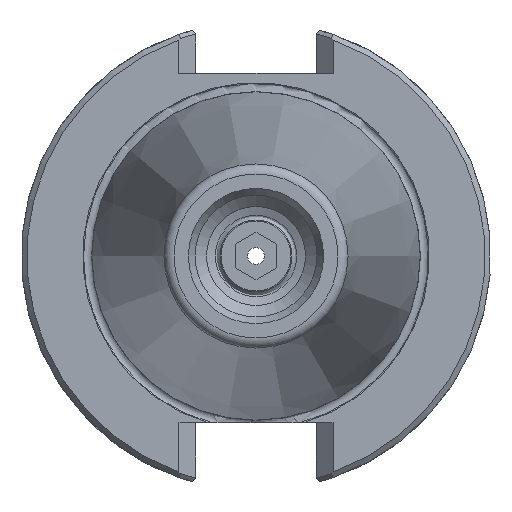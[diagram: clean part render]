
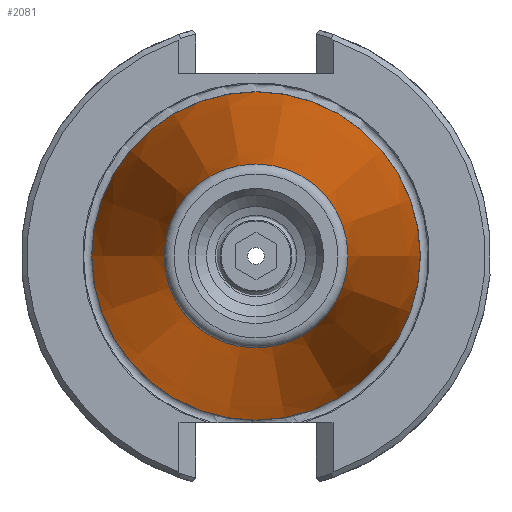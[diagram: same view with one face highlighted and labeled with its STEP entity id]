
A CAD part, left-side view. The second image highlights one B-rep face of the part: STEP entity #2081.
In plain terms, the highlighted conical face has half-angle 8.297 degrees and reference radius 17.248 mm.
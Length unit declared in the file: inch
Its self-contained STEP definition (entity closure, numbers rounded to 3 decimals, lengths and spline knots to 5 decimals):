
#95=CONICAL_SURFACE('',#2256,0.67904,8.297);
#467=FACE_BOUND('',#717,.T.);
#558=FACE_OUTER_BOUND('',#716,.T.);
#716=EDGE_LOOP('',(#1659));
#717=EDGE_LOOP('',(#1660));
#842=CIRCLE('',#2241,0.875);
#849=CIRCLE('',#2254,0.48982);
#1012=VERTEX_POINT('',#4133);
#1019=VERTEX_POINT('',#4153);
#1253=EDGE_CURVE('',#1012,#1012,#842,.T.);
#1260=EDGE_CURVE('',#1019,#1019,#849,.T.);
#1659=ORIENTED_EDGE('',*,*,#1253,.F.);
#1660=ORIENTED_EDGE('',*,*,#1260,.F.);
#2081=ADVANCED_FACE('',(#558,#467),#95,.T.);
#2241=AXIS2_PLACEMENT_3D('',#4134,#2632,#2633);
#2254=AXIS2_PLACEMENT_3D('',#4154,#2658,#2659);
#2256=AXIS2_PLACEMENT_3D('',#4156,#2662,#2663);
#2632=DIRECTION('center_axis',(1.,0.,0.));
#2633=DIRECTION('ref_axis',(0.,1.,0.));
#2658=DIRECTION('center_axis',(-1.,0.,0.));
#2659=DIRECTION('ref_axis',(0.,-1.,0.));
#2662=DIRECTION('center_axis',(1.,0.,0.));
#2663=DIRECTION('ref_axis',(0.,1.,0.));
#4133=CARTESIAN_POINT('',(0.,0.875,0.));
#4134=CARTESIAN_POINT('Origin',(0.,0.,0.));
#4153=CARTESIAN_POINT('',(-2.64129,0.48982,0.));
#4154=CARTESIAN_POINT('Origin',(-2.64129,0.,
0.));
#4156=CARTESIAN_POINT('Origin',(-1.34375,0.,0.));
